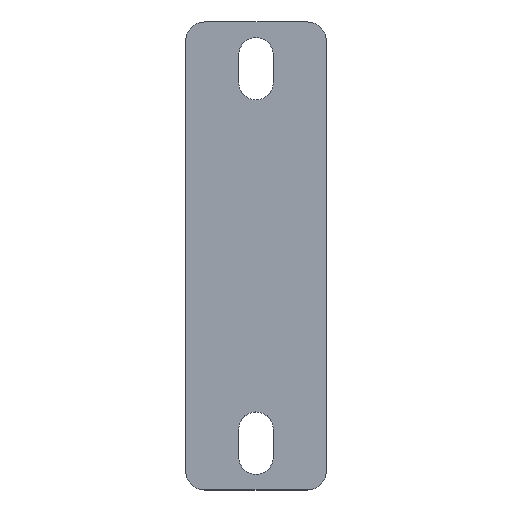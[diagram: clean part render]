
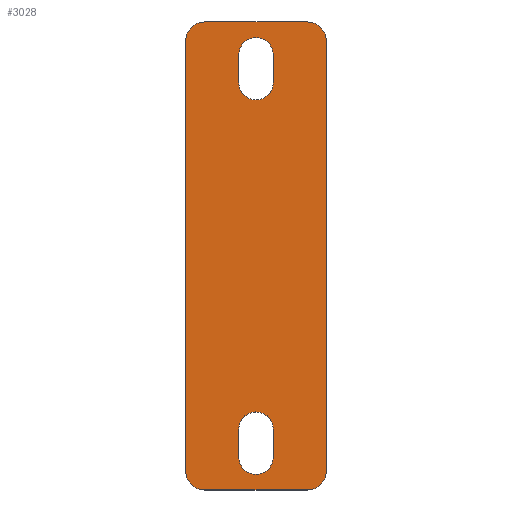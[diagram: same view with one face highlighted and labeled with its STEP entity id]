
A CAD part, top view. The second image highlights one B-rep face of the part: STEP entity #3028.
In plain terms, the highlighted planar face has unit normal (0, 0, 1).
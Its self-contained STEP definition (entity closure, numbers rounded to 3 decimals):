
#9 = DIRECTION ( 'NONE',  ( 0., 1., 0. ) ) ;
#10 = CIRCLE ( 'NONE', #2405, 5.5 ) ;
#19 = EDGE_CURVE ( 'NONE', #2659, #2622, #1348, .T. ) ;
#42 = DIRECTION ( 'NONE',  ( 1., 0., 0. ) ) ;
#78 = CARTESIAN_POINT ( 'NONE',  ( -16.5, -69., 4. ) ) ;
#84 = DIRECTION ( 'NONE',  ( 0., 0., 1. ) ) ;
#107 = EDGE_LOOP ( 'NONE', ( #679, #1007, #2761, #1634, #1565, #2472, #2859, #2669 ) ) ;
#177 = EDGE_CURVE ( 'NONE', #1823, #2307, #1908, .T. ) ;
#185 = VERTEX_POINT ( 'NONE', #932 ) ;
#237 = DIRECTION ( 'NONE',  ( 0., 1., 0. ) ) ;
#253 = CARTESIAN_POINT ( 'NONE',  ( 0., -55.5, 4. ) ) ;
#255 = VERTEX_POINT ( 'NONE', #340 ) ;
#297 = EDGE_CURVE ( 'NONE', #1604, #185, #2231, .T. ) ;
#321 = DIRECTION ( 'NONE',  ( 1., 0., 0. ) ) ;
#337 = ORIENTED_EDGE ( 'NONE', *, *, #2095, .F. ) ;
#340 = CARTESIAN_POINT ( 'NONE',  ( -22.5, 69., 4. ) ) ;
#368 = EDGE_CURVE ( 'NONE', #255, #2260, #1960, .T. ) ;
#434 = VECTOR ( 'NONE', #3034, 1000. ) ;
#451 = CARTESIAN_POINT ( 'NONE',  ( 0., -64.5, 4. ) ) ;
#455 = VECTOR ( 'NONE', #1170, 1000. ) ;
#457 = CARTESIAN_POINT ( 'NONE',  ( -22.5, -75., 4. ) ) ;
#461 = DIRECTION ( 'NONE',  ( 1., 0., 0. ) ) ;
#487 = CARTESIAN_POINT ( 'NONE',  ( 5.5, -55.5, 4. ) ) ;
#492 = CARTESIAN_POINT ( 'NONE',  ( 22.5, 69., 4. ) ) ;
#497 = CARTESIAN_POINT ( 'NONE',  ( -16.5, 69., 4. ) ) ;
#513 = ORIENTED_EDGE ( 'NONE', *, *, #676, .F. ) ;
#536 = FACE_BOUND ( 'NONE', #2681, .T. ) ;
#600 = AXIS2_PLACEMENT_3D ( 'NONE', #253, #2828, #959 ) ;
#607 = VECTOR ( 'NONE', #921, 1000. ) ;
#620 = AXIS2_PLACEMENT_3D ( 'NONE', #2094, #1865, #461 ) ;
#660 = CARTESIAN_POINT ( 'NONE',  ( -5.5, -64.5, 4. ) ) ;
#671 = CARTESIAN_POINT ( 'NONE',  ( -16.5, -75., 4. ) ) ;
#673 = VERTEX_POINT ( 'NONE', #2845 ) ;
#676 = EDGE_CURVE ( 'NONE', #1750, #2190, #1535, .T. ) ;
#679 = ORIENTED_EDGE ( 'NONE', *, *, #1980, .T. ) ;
#680 = CARTESIAN_POINT ( 'NONE',  ( -5.5, -64.5, 4. ) ) ;
#683 = DIRECTION ( 'NONE',  ( 0., 0., 1. ) ) ;
#693 = DIRECTION ( 'NONE',  ( -1., 0., 0. ) ) ;
#742 = DIRECTION ( 'NONE',  ( 1., 0., 0. ) ) ;
#766 = VERTEX_POINT ( 'NONE', #492 ) ;
#769 = ORIENTED_EDGE ( 'NONE', *, *, #297, .F. ) ;
#899 = LINE ( 'NONE', #1886, #2067 ) ;
#921 = DIRECTION ( 'NONE',  ( 0., -1., 0. ) ) ;
#932 = CARTESIAN_POINT ( 'NONE',  ( -5.5, 55.5, 4. ) ) ;
#959 = DIRECTION ( 'NONE',  ( -1., 0., 0. ) ) ;
#960 = DIRECTION ( 'NONE',  ( -1., 0., 0. ) ) ;
#986 = VECTOR ( 'NONE', #237, 1000. ) ;
#989 = VERTEX_POINT ( 'NONE', #2551 ) ;
#1002 = ORIENTED_EDGE ( 'NONE', *, *, #19, .F. ) ;
#1007 = ORIENTED_EDGE ( 'NONE', *, *, #1931, .T. ) ;
#1053 = LINE ( 'NONE', #457, #434 ) ;
#1116 = EDGE_CURVE ( 'NONE', #673, #255, #1496, .T. ) ;
#1118 = CARTESIAN_POINT ( 'NONE',  ( 0., 64.5, 4. ) ) ;
#1150 = CARTESIAN_POINT ( 'NONE',  ( 5.5, 55.5, 4. ) ) ;
#1170 = DIRECTION ( 'NONE',  ( 0., 1., 0. ) ) ;
#1235 = AXIS2_PLACEMENT_3D ( 'NONE', #451, #2098, #693 ) ;
#1306 = CIRCLE ( 'NONE', #1612, 6. ) ;
#1348 = CIRCLE ( 'NONE', #600, 5.5 ) ;
#1356 = DIRECTION ( 'NONE',  ( 1., 0., 0. ) ) ;
#1444 = EDGE_CURVE ( 'NONE', #2307, #2659, #2851, .T. ) ;
#1458 = DIRECTION ( 'NONE',  ( 0., 0., 1. ) ) ;
#1496 = CIRCLE ( 'NONE', #1863, 6. ) ;
#1501 = CARTESIAN_POINT ( 'NONE',  ( 0., 55.5, 4. ) ) ;
#1517 = CARTESIAN_POINT ( 'NONE',  ( -5.5, 64.5, 4. ) ) ;
#1535 = LINE ( 'NONE', #1678, #2790 ) ;
#1565 = ORIENTED_EDGE ( 'NONE', *, *, #2684, .T. ) ;
#1604 = VERTEX_POINT ( 'NONE', #2632 ) ;
#1612 = AXIS2_PLACEMENT_3D ( 'NONE', #78, #1729, #321 ) ;
#1614 = CARTESIAN_POINT ( 'NONE',  ( 16.5, 75., 4. ) ) ;
#1629 = PLANE ( 'NONE',  #620 ) ;
#1634 = ORIENTED_EDGE ( 'NONE', *, *, #2743, .T. ) ;
#1643 = AXIS2_PLACEMENT_3D ( 'NONE', #2089, #683, #2325 ) ;
#1660 = EDGE_CURVE ( 'NONE', #2622, #1823, #2481, .T. ) ;
#1678 = CARTESIAN_POINT ( 'NONE',  ( 5.5, 64.5, 4. ) ) ;
#1704 = FACE_OUTER_BOUND ( 'NONE', #107, .T. ) ;
#1718 = AXIS2_PLACEMENT_3D ( 'NONE', #2860, #1458, #42 ) ;
#1729 = DIRECTION ( 'NONE',  ( 0., 0., 1. ) ) ;
#1734 = DIRECTION ( 'NONE',  ( 1., 0., 0. ) ) ;
#1750 = VERTEX_POINT ( 'NONE', #1150 ) ;
#1752 = DIRECTION ( 'NONE',  ( 0., -1., 0. ) ) ;
#1823 = VERTEX_POINT ( 'NONE', #660 ) ;
#1827 = CIRCLE ( 'NONE', #1643, 6. ) ;
#1863 = AXIS2_PLACEMENT_3D ( 'NONE', #497, #2139, #742 ) ;
#1865 = DIRECTION ( 'NONE',  ( 0., 0., 1. ) ) ;
#1884 = VECTOR ( 'NONE', #2840, 1000. ) ;
#1886 = CARTESIAN_POINT ( 'NONE',  ( -22.5, 75., 4. ) ) ;
#1908 = CIRCLE ( 'NONE', #1235, 5.5 ) ;
#1912 = VERTEX_POINT ( 'NONE', #671 ) ;
#1925 = VERTEX_POINT ( 'NONE', #1614 ) ;
#1930 = ORIENTED_EDGE ( 'NONE', *, *, #2460, .F. ) ;
#1931 = EDGE_CURVE ( 'NONE', #2444, #989, #1827, .T. ) ;
#1957 = CARTESIAN_POINT ( 'NONE',  ( 5.5, 64.5, 4. ) ) ;
#1960 = LINE ( 'NONE', #2606, #1884 ) ;
#1980 = EDGE_CURVE ( 'NONE', #1912, #2444, #1053, .T. ) ;
#1992 = CIRCLE ( 'NONE', #1718, 6. ) ;
#2010 = CIRCLE ( 'NONE', #2428, 5.5 ) ;
#2067 = VECTOR ( 'NONE', #960, 1000. ) ;
#2068 = ORIENTED_EDGE ( 'NONE', *, *, #177, .F. ) ;
#2088 = CARTESIAN_POINT ( 'NONE',  ( 5.5, -64.5, 4. ) ) ;
#2089 = CARTESIAN_POINT ( 'NONE',  ( 16.5, -69., 4. ) ) ;
#2094 = CARTESIAN_POINT ( 'NONE',  ( 0., 0., 4. ) ) ;
#2095 = EDGE_CURVE ( 'NONE', #185, #1750, #2010, .T. ) ;
#2098 = DIRECTION ( 'NONE',  ( 0., 0., 1. ) ) ;
#2139 = DIRECTION ( 'NONE',  ( 0., 0., 1. ) ) ;
#2157 = EDGE_CURVE ( 'NONE', #2260, #1912, #1306, .T. ) ;
#2190 = VERTEX_POINT ( 'NONE', #1957 ) ;
#2196 = ORIENTED_EDGE ( 'NONE', *, *, #1660, .F. ) ;
#2231 = LINE ( 'NONE', #1517, #2311 ) ;
#2246 = LINE ( 'NONE', #2569, #455 ) ;
#2260 = VERTEX_POINT ( 'NONE', #2929 ) ;
#2307 = VERTEX_POINT ( 'NONE', #2088 ) ;
#2308 = EDGE_LOOP ( 'NONE', ( #1930, #513, #337, #769 ) ) ;
#2311 = VECTOR ( 'NONE', #1752, 1000. ) ;
#2325 = DIRECTION ( 'NONE',  ( 1., 0., 0. ) ) ;
#2328 = FACE_BOUND ( 'NONE', #2308, .T. ) ;
#2405 = AXIS2_PLACEMENT_3D ( 'NONE', #1118, #2757, #1356 ) ;
#2428 = AXIS2_PLACEMENT_3D ( 'NONE', #1501, #84, #1734 ) ;
#2444 = VERTEX_POINT ( 'NONE', #2986 ) ;
#2460 = EDGE_CURVE ( 'NONE', #2190, #1604, #10, .T. ) ;
#2472 = ORIENTED_EDGE ( 'NONE', *, *, #1116, .T. ) ;
#2481 = LINE ( 'NONE', #680, #607 ) ;
#2551 = CARTESIAN_POINT ( 'NONE',  ( 22.5, -69., 4. ) ) ;
#2569 = CARTESIAN_POINT ( 'NONE',  ( 22.5, 75., 4. ) ) ;
#2583 = CARTESIAN_POINT ( 'NONE',  ( -5.5, -55.5, 4. ) ) ;
#2588 = CARTESIAN_POINT ( 'NONE',  ( 5.5, -64.5, 4. ) ) ;
#2606 = CARTESIAN_POINT ( 'NONE',  ( -22.5, 75., 4. ) ) ;
#2622 = VERTEX_POINT ( 'NONE', #2583 ) ;
#2629 = ORIENTED_EDGE ( 'NONE', *, *, #1444, .F. ) ;
#2632 = CARTESIAN_POINT ( 'NONE',  ( -5.5, 64.5, 4. ) ) ;
#2659 = VERTEX_POINT ( 'NONE', #487 ) ;
#2669 = ORIENTED_EDGE ( 'NONE', *, *, #2157, .T. ) ;
#2681 = EDGE_LOOP ( 'NONE', ( #2068, #2196, #1002, #2629 ) ) ;
#2684 = EDGE_CURVE ( 'NONE', #1925, #673, #899, .T. ) ;
#2743 = EDGE_CURVE ( 'NONE', #766, #1925, #1992, .T. ) ;
#2757 = DIRECTION ( 'NONE',  ( 0., 0., 1. ) ) ;
#2761 = ORIENTED_EDGE ( 'NONE', *, *, #3035, .T. ) ;
#2790 = VECTOR ( 'NONE', #9, 1000. ) ;
#2828 = DIRECTION ( 'NONE',  ( 0., 0., 1. ) ) ;
#2840 = DIRECTION ( 'NONE',  ( 0., -1., 0. ) ) ;
#2845 = CARTESIAN_POINT ( 'NONE',  ( -16.5, 75., 4. ) ) ;
#2851 = LINE ( 'NONE', #2588, #986 ) ;
#2859 = ORIENTED_EDGE ( 'NONE', *, *, #368, .T. ) ;
#2860 = CARTESIAN_POINT ( 'NONE',  ( 16.5, 69., 4. ) ) ;
#2929 = CARTESIAN_POINT ( 'NONE',  ( -22.5, -69., 4. ) ) ;
#2986 = CARTESIAN_POINT ( 'NONE',  ( 16.5, -75., 4. ) ) ;
#3028 = ADVANCED_FACE ( 'NONE', ( #536, #2328, #1704 ), #1629, .T. ) ;
#3034 = DIRECTION ( 'NONE',  ( 1., 0., 0. ) ) ;
#3035 = EDGE_CURVE ( 'NONE', #989, #766, #2246, .T. ) ;
